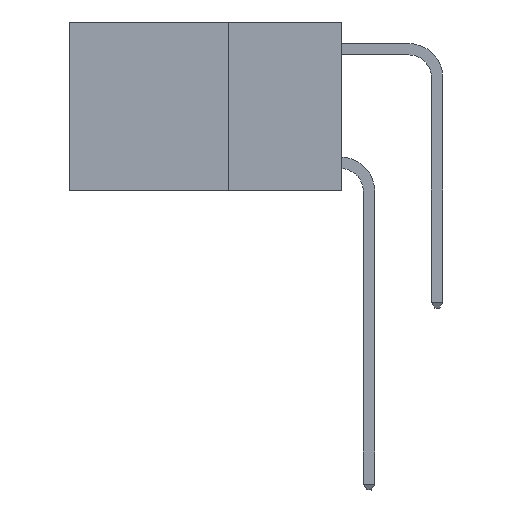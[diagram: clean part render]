
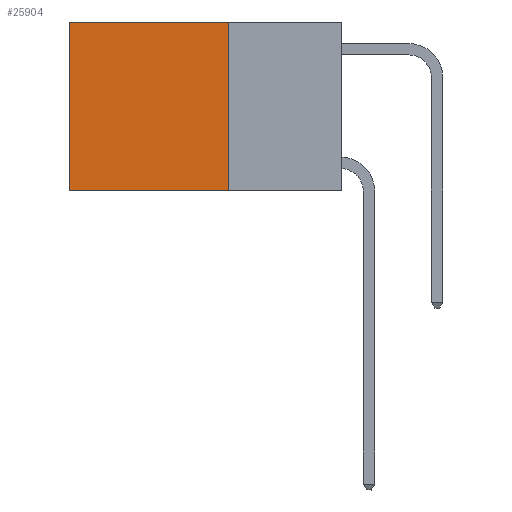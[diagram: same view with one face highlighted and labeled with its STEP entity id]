
A CAD part, left-side view. The second image highlights one B-rep face of the part: STEP entity #25904.
In plain terms, the highlighted planar face has unit normal (-1, 0, 0).
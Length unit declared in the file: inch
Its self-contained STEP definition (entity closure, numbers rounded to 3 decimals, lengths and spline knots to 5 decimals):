
#215 = VERTEX_POINT ( 'NONE', #16049 ) ;
#288 = ORIENTED_EDGE ( 'NONE', *, *, #5272, .F. ) ;
#1673 = CARTESIAN_POINT ( 'NONE',  ( 0.2625, 0.25, -0.37 ) ) ;
#2541 = CARTESIAN_POINT ( 'NONE',  ( 0.2625, 0.25, 0. ) ) ;
#3455 = DIRECTION ( 'NONE',  ( 0., 0., -1. ) ) ;
#5272 = EDGE_CURVE ( 'NONE', #8158, #215, #28608, .T. ) ;
#5989 = VECTOR ( 'NONE', #3455, 39.37008 ) ;
#6979 = CARTESIAN_POINT ( 'NONE',  ( 0.2625, 0.25, -0.37 ) ) ;
#8158 = VERTEX_POINT ( 'NONE', #1673 ) ;
#10037 = CARTESIAN_POINT ( 'NONE',  ( 0.2625, 0.6, 0. ) ) ;
#10403 = ORIENTED_EDGE ( 'NONE', *, *, #17692, .T. ) ;
#10502 = CARTESIAN_POINT ( 'NONE',  ( 0.2625, 0.25, 0. ) ) ;
#10633 = PLANE ( 'NONE',  #18113 ) ;
#10714 = LINE ( 'NONE', #2541, #17320 ) ;
#11448 = ORIENTED_EDGE ( 'NONE', *, *, #16889, .F. ) ;
#12887 = DIRECTION ( 'NONE',  ( 1., 0., 0. ) ) ;
#13641 = DIRECTION ( 'NONE',  ( 0., 1., 0. ) ) ;
#14245 = LINE ( 'NONE', #10502, #26655 ) ;
#15840 = DIRECTION ( 'NONE',  ( 0., 1., 0. ) ) ;
#16049 = CARTESIAN_POINT ( 'NONE',  ( 0.2625, 0.6, -0.37 ) ) ;
#16741 = EDGE_CURVE ( 'NONE', #17194, #215, #17723, .T. ) ;
#16889 = EDGE_CURVE ( 'NONE', #20395, #8158, #14245, .T. ) ;
#17194 = VERTEX_POINT ( 'NONE', #26895 ) ;
#17320 = VECTOR ( 'NONE', #15840, 39.37008 ) ;
#17692 = EDGE_CURVE ( 'NONE', #20395, #17194, #10714, .T. ) ;
#17723 = LINE ( 'NONE', #10037, #5989 ) ;
#18113 = AXIS2_PLACEMENT_3D ( 'NONE', #26100, #12887, #28283 ) ;
#18417 = CARTESIAN_POINT ( 'NONE',  ( 0.2625, 0.25, 0. ) ) ;
#18540 = ORIENTED_EDGE ( 'NONE', *, *, #16741, .T. ) ;
#20395 = VERTEX_POINT ( 'NONE', #18417 ) ;
#21219 = EDGE_LOOP ( 'NONE', ( #18540, #288, #11448, #10403 ) ) ;
#25904 = ADVANCED_FACE ( 'NONE', ( #28424 ), #10633, .F. ) ;
#25967 = DIRECTION ( 'NONE',  ( 0., 0., -1. ) ) ;
#26100 = CARTESIAN_POINT ( 'NONE',  ( 0.2625, 0.25, 0. ) ) ;
#26655 = VECTOR ( 'NONE', #25967, 39.37008 ) ;
#26895 = CARTESIAN_POINT ( 'NONE',  ( 0.2625, 0.6, 0. ) ) ;
#27228 = VECTOR ( 'NONE', #13641, 39.37008 ) ;
#28283 = DIRECTION ( 'NONE',  ( 0., 0., -1. ) ) ;
#28424 = FACE_OUTER_BOUND ( 'NONE', #21219, .T. ) ;
#28608 = LINE ( 'NONE', #6979, #27228 ) ;
